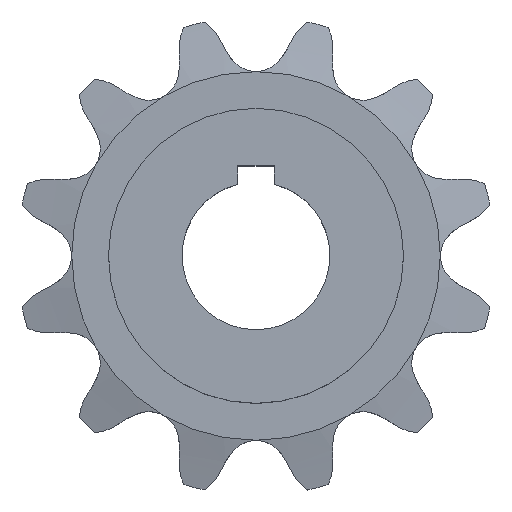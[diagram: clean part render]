
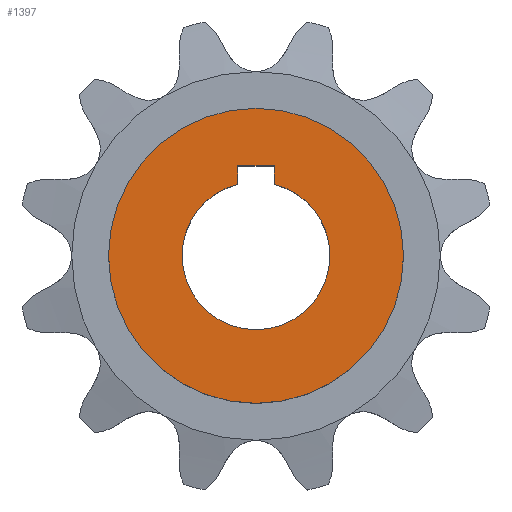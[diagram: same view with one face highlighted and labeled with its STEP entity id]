
A CAD part, top view. The second image highlights one B-rep face of the part: STEP entity #1397.
In plain terms, the highlighted planar face has unit normal (0, 0, 1).
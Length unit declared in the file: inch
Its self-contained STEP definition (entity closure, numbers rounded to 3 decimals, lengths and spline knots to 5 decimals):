
#52 = FACE_OUTER_BOUND ( 'NONE', #2963, .T. ) ;
#55 = FACE_BOUND ( 'NONE', #2960, .T. ) ;
#349 = CIRCLE ( 'NONE', #613, 0.5 ) ;
#351 = CIRCLE ( 'NONE', #614, 0.2505 ) ;
#359 = CIRCLE ( 'NONE', #617, 0.2505 ) ;
#371 = VECTOR ( 'NONE', #3331, 39.37008 ) ;
#373 = VECTOR ( 'NONE', #3333, 39.37008 ) ;
#374 = CIRCLE ( 'NONE', #618, 0.2505 ) ;
#375 = VECTOR ( 'NONE', #3340, 39.37008 ) ;
#376 = LINE ( 'NONE', #3339, #371 ) ;
#377 = LINE ( 'NONE', #3338, #373 ) ;
#379 = LINE ( 'NONE', #3337, #375 ) ;
#381 = CIRCLE ( 'NONE', #619, 0.5 ) ;
#474 = AXIS2_PLACEMENT_3D ( 'NONE', #1758, #1767, #1768 ) ;
#613 = AXIS2_PLACEMENT_3D ( 'NONE', #4273, #4272, #4271 ) ;
#614 = AXIS2_PLACEMENT_3D ( 'NONE', #4278, #4277, #4275 ) ;
#617 = AXIS2_PLACEMENT_3D ( 'NONE', #4292, #4290, #4289 ) ;
#618 = AXIS2_PLACEMENT_3D ( 'NONE', #3327, #3326, #3325 ) ;
#619 = AXIS2_PLACEMENT_3D ( 'NONE', #3336, #3335, #3334 ) ;
#739 = EDGE_CURVE ( 'NONE', #3712, #3804, #381, .T. ) ;
#740 = EDGE_CURVE ( 'NONE', #3863, #3873, #379, .T. ) ;
#741 = EDGE_CURVE ( 'NONE', #3864, #3863, #377, .T. ) ;
#742 = EDGE_CURVE ( 'NONE', #3875, #3864, #376, .T. ) ;
#743 = EDGE_CURVE ( 'NONE', #3873, #3867, #374, .T. ) ;
#751 = EDGE_CURVE ( 'NONE', #3867, #3885, #359, .T. ) ;
#755 = EDGE_CURVE ( 'NONE', #3885, #3875, #351, .T. ) ;
#757 = EDGE_CURVE ( 'NONE', #3804, #3712, #349, .T. ) ;
#1397 = ADVANCED_FACE ( 'NONE', ( #55, #52 ), #1762, .T. ) ;
#1758 = CARTESIAN_POINT ( 'NONE',  ( 0., 0., 0.33575 ) ) ;
#1762 = PLANE ( 'NONE',  #474 ) ;
#1767 = DIRECTION ( 'NONE',  ( 0., 0., 1. ) ) ;
#1768 = DIRECTION ( 'NONE',  ( 1., 0., 0. ) ) ;
#1795 = CARTESIAN_POINT ( 'NONE',  ( 0.5, 0., 0.33575 ) ) ;
#1818 = CARTESIAN_POINT ( 'NONE',  ( -0.5, 0., 0.33575 ) ) ;
#1938 = CARTESIAN_POINT ( 'NONE',  ( -0.0626, 0.24255, 0.33575 ) ) ;
#1964 = CARTESIAN_POINT ( 'NONE',  ( -0.0626, 0.30515, 0.33575 ) ) ;
#1965 = CARTESIAN_POINT ( 'NONE',  ( 0.0626, 0.30515, 0.33575 ) ) ;
#1968 = CARTESIAN_POINT ( 'NONE',  ( -0.2505, 0., 0.33575 ) ) ;
#1975 = CARTESIAN_POINT ( 'NONE',  ( 0.0626, 0.24255, 0.33575 ) ) ;
#1985 = CARTESIAN_POINT ( 'NONE',  ( 0.2505, 0., 0.33575 ) ) ;
#2960 = EDGE_LOOP ( 'NONE', ( #3968, #3967, #3966, #3965, #3963, #3961 ) ) ;
#2963 = EDGE_LOOP ( 'NONE', ( #3960, #3959 ) ) ;
#3325 = DIRECTION ( 'NONE',  ( 1., 0., 0. ) ) ;
#3326 = DIRECTION ( 'NONE',  ( 0., 0., 1. ) ) ;
#3327 = CARTESIAN_POINT ( 'NONE',  ( 0., 0., 0.33575 ) ) ;
#3331 = DIRECTION ( 'NONE',  ( 0., 1., 0. ) ) ;
#3333 = DIRECTION ( 'NONE',  ( -1., 0., 0. ) ) ;
#3334 = DIRECTION ( 'NONE',  ( 1., 0., 0. ) ) ;
#3335 = DIRECTION ( 'NONE',  ( 0., 0., 1. ) ) ;
#3336 = CARTESIAN_POINT ( 'NONE',  ( 0., 0., 0.33575 ) ) ;
#3337 = CARTESIAN_POINT ( 'NONE',  ( -0.0626, 0.24255, 0.33575 ) ) ;
#3338 = CARTESIAN_POINT ( 'NONE',  ( -0.0626, 0.30515, 0.33575 ) ) ;
#3339 = CARTESIAN_POINT ( 'NONE',  ( 0.0626, 0.30515, 0.33575 ) ) ;
#3340 = DIRECTION ( 'NONE',  ( 0., -1., 0. ) ) ;
#3712 = VERTEX_POINT ( 'NONE', #1818 ) ;
#3804 = VERTEX_POINT ( 'NONE', #1795 ) ;
#3863 = VERTEX_POINT ( 'NONE', #1964 ) ;
#3864 = VERTEX_POINT ( 'NONE', #1965 ) ;
#3867 = VERTEX_POINT ( 'NONE', #1968 ) ;
#3873 = VERTEX_POINT ( 'NONE', #1938 ) ;
#3875 = VERTEX_POINT ( 'NONE', #1975 ) ;
#3885 = VERTEX_POINT ( 'NONE', #1985 ) ;
#3959 = ORIENTED_EDGE ( 'NONE', *, *, #757, .T. ) ;
#3960 = ORIENTED_EDGE ( 'NONE', *, *, #739, .T. ) ;
#3961 = ORIENTED_EDGE ( 'NONE', *, *, #743, .F. ) ;
#3963 = ORIENTED_EDGE ( 'NONE', *, *, #751, .F. ) ;
#3965 = ORIENTED_EDGE ( 'NONE', *, *, #755, .F. ) ;
#3966 = ORIENTED_EDGE ( 'NONE', *, *, #742, .F. ) ;
#3967 = ORIENTED_EDGE ( 'NONE', *, *, #741, .F. ) ;
#3968 = ORIENTED_EDGE ( 'NONE', *, *, #740, .F. ) ;
#4271 = DIRECTION ( 'NONE',  ( 1., 0., 0. ) ) ;
#4272 = DIRECTION ( 'NONE',  ( 0., 0., 1. ) ) ;
#4273 = CARTESIAN_POINT ( 'NONE',  ( 0., 0., 0.33575 ) ) ;
#4275 = DIRECTION ( 'NONE',  ( 1., 0., 0. ) ) ;
#4277 = DIRECTION ( 'NONE',  ( 0., 0., 1. ) ) ;
#4278 = CARTESIAN_POINT ( 'NONE',  ( 0., 0., 0.33575 ) ) ;
#4289 = DIRECTION ( 'NONE',  ( 1., 0., 0. ) ) ;
#4290 = DIRECTION ( 'NONE',  ( 0., 0., 1. ) ) ;
#4292 = CARTESIAN_POINT ( 'NONE',  ( 0., 0., 0.33575 ) ) ;
